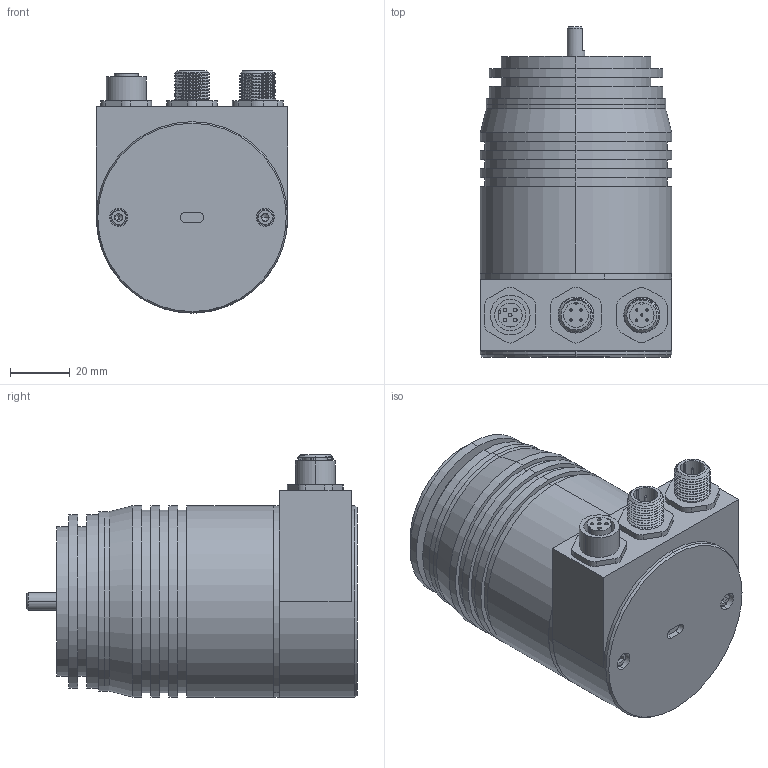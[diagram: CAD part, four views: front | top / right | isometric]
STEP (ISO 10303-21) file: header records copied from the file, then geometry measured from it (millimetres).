
FILE_DESCRIPTION (( 'STEP AP214' ), '1' );
FILE_NAME ('PAMM58B6-BF6XTR-4096-8192.STEP', '2024-03-15T07:20:11', ( '' ), ( '' ), 'SwSTEP 2.0', 'SolidWorks 2023', '' );
FILE_SCHEMA (( 'AUTOMOTIVE_DESIGN' ));
Length unit declared in the file: millimetre
Products named in the file (1): PAMM58B6-BF6XTR-4096-8192
Bounding box: 64 x 110.5 x 81 mm (x, y, z)
Volume: 133669.5 mm3; surface area: 77760.2 mm2
Topology: 13 solids, 13 shells, 605 faces, 1622 edges, 1020 vertices
Faces by surface type: cylinder 279, plane 182, cone 58, torus 54, sphere 26, bspline 6
Entity records: 30076 total; most frequent: CARTESIAN_POINT 10184, DIRECTION 3117, ORIENTED_EDGE 3056, EDGE_CURVE 1528, AXIS2_PLACEMENT_3D 1275, VERTEX_POINT 994, EDGE_LOOP 712, CIRCLE 675
